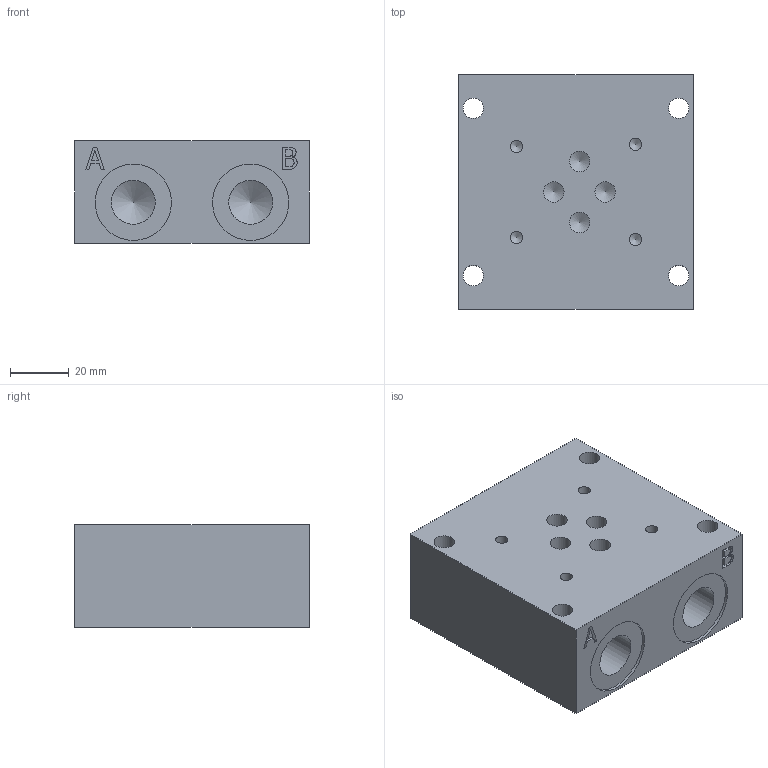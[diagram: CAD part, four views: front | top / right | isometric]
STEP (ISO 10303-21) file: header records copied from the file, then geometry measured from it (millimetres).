
FILE_DESCRIPTION((''),'2;1');
FILE_NAME('Type3001.stp','2013-06-20T15:59:06',('Eric'),(''),'Autodesk Inventor 2012','Autodesk Inventor 2012','');
FILE_SCHEMA(('AUTOMOTIVE_DESIGN { 1 0 10303 214 1 1 1 1 }'));
Length unit declared in the file: millimetre
Products named in the file (1): Type30
Bounding box: 80 x 80 x 35 mm (x, y, z)
Volume: 201247.4 mm3; surface area: 31961.6 mm2
Topology: 1 solids, 1 shells, 109 faces, 277 edges, 182 vertices
Faces by surface type: plane 55, bspline 22, cylinder 20, cone 12
Full cylindrical faces by diameter (mm): 4.2 x4, 7 x8, 15 x4, 26 x4
Entity records: 3117 total; most frequent: CARTESIAN_POINT 791, ORIENTED_EDGE 458, DIRECTION 401, EDGE_CURVE 229, VERTEX_POINT 166, EDGE_LOOP 161, VECTOR 145, LINE 145
